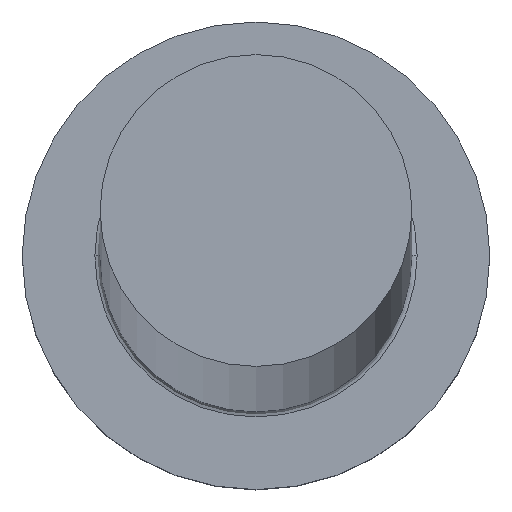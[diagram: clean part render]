
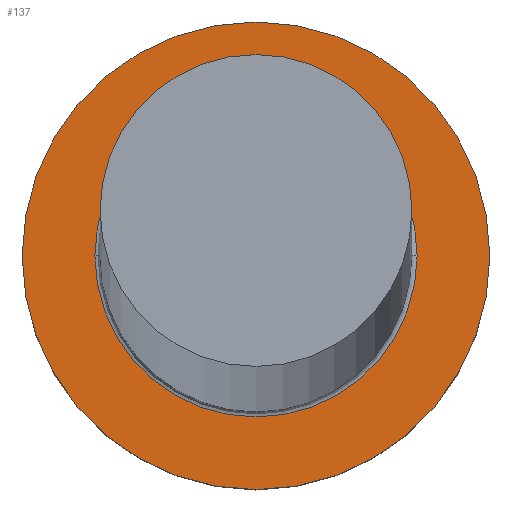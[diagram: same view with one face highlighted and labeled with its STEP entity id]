
A CAD part, top view. The second image highlights one B-rep face of the part: STEP entity #137.
In plain terms, the highlighted planar face has unit normal (0, 0, 1).
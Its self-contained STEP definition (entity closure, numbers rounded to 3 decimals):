
#2 = EDGE_CURVE ( 'NONE', #245, #126, #235, .T. ) ;
#3 = CARTESIAN_POINT ( 'NONE',  ( 0., 0., 7. ) ) ;
#9 = DIRECTION ( 'NONE',  ( 0., 0., -1. ) ) ;
#11 = EDGE_LOOP ( 'NONE', ( #105, #131 ) ) ;
#12 = DIRECTION ( 'NONE',  ( 1., 0., 0. ) ) ;
#13 = ORIENTED_EDGE ( 'NONE', *, *, #165, .T. ) ;
#22 = DIRECTION ( 'NONE',  ( 0., 0., 1. ) ) ;
#25 = AXIS2_PLACEMENT_3D ( 'NONE', #242, #30, #249 ) ;
#28 = VERTEX_POINT ( 'NONE', #32 ) ;
#30 = DIRECTION ( 'NONE',  ( 0., 0., 1. ) ) ;
#32 = CARTESIAN_POINT ( 'NONE',  ( 6.2, 0., 7. ) ) ;
#35 = CARTESIAN_POINT ( 'NONE',  ( -6.2, 0., 7. ) ) ;
#36 = AXIS2_PLACEMENT_3D ( 'NONE', #3, #186, #70 ) ;
#68 = CIRCLE ( 'NONE', #36, 6.2 ) ;
#70 = DIRECTION ( 'NONE',  ( 1., 0., 0. ) ) ;
#80 = CARTESIAN_POINT ( 'NONE',  ( 0., 0., 7. ) ) ;
#90 = ORIENTED_EDGE ( 'NONE', *, *, #247, .T. ) ;
#105 = ORIENTED_EDGE ( 'NONE', *, *, #2, .T. ) ;
#113 = FACE_BOUND ( 'NONE', #215, .T. ) ;
#126 = VERTEX_POINT ( 'NONE', #260 ) ;
#131 = ORIENTED_EDGE ( 'NONE', *, *, #220, .T. ) ;
#137 = ADVANCED_FACE ( 'NONE', ( #113, #236 ), #183, .T. ) ;
#165 = EDGE_CURVE ( 'NONE', #28, #217, #68, .T. ) ;
#176 = CARTESIAN_POINT ( 'NONE',  ( 0., 0., 7. ) ) ;
#178 = DIRECTION ( 'NONE',  ( 1., 0., 0. ) ) ;
#180 = AXIS2_PLACEMENT_3D ( 'NONE', #176, #9, #12 ) ;
#182 = DIRECTION ( 'NONE',  ( 0., 0., 1. ) ) ;
#183 = PLANE ( 'NONE',  #275 ) ;
#186 = DIRECTION ( 'NONE',  ( 0., 0., -1. ) ) ;
#190 = AXIS2_PLACEMENT_3D ( 'NONE', #80, #182, #178 ) ;
#215 = EDGE_LOOP ( 'NONE', ( #13, #90 ) ) ;
#217 = VERTEX_POINT ( 'NONE', #35 ) ;
#220 = EDGE_CURVE ( 'NONE', #126, #245, #294, .T. ) ;
#224 = CIRCLE ( 'NONE', #180, 6.2 ) ;
#235 = CIRCLE ( 'NONE', #190, 9. ) ;
#236 = FACE_OUTER_BOUND ( 'NONE', #11, .T. ) ;
#242 = CARTESIAN_POINT ( 'NONE',  ( 0., 0., 7. ) ) ;
#245 = VERTEX_POINT ( 'NONE', #272 ) ;
#247 = EDGE_CURVE ( 'NONE', #217, #28, #224, .T. ) ;
#249 = DIRECTION ( 'NONE',  ( 1., 0., 0. ) ) ;
#260 = CARTESIAN_POINT ( 'NONE',  ( 9., 0., 7. ) ) ;
#272 = CARTESIAN_POINT ( 'NONE',  ( -9., 0., 7. ) ) ;
#275 = AXIS2_PLACEMENT_3D ( 'NONE', #285, #22, #307 ) ;
#285 = CARTESIAN_POINT ( 'NONE',  ( 0., 0., 7. ) ) ;
#294 = CIRCLE ( 'NONE', #25, 9. ) ;
#307 = DIRECTION ( 'NONE',  ( 1., 0., 0. ) ) ;
